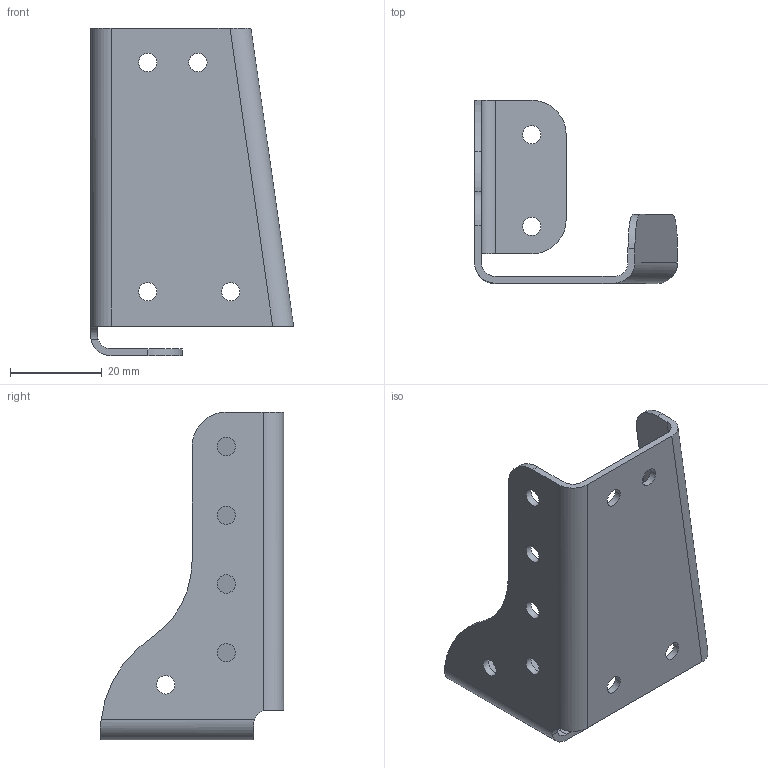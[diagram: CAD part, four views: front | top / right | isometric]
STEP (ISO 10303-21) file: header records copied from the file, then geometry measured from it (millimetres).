
FILE_DESCRIPTION(/* description */ (''),/* implementation_level */ '2;1');
FILE_NAME(/* name */ 'Val17_3.stp',/* time_stamp */ '2020-12-28T16:12:22-05:00',/* author */ ('Morty'),/* organization */ (''),/* preprocessor_version */ 'ST-DEVELOPER v18.1',/* originating_system */ 'Autodesk Inventor 2021',/* authorisation */ '');
FILE_SCHEMA (('AUTOMOTIVE_DESIGN { 1 0 10303 214 3 1 1 }'));
Length unit declared in the file: millimetre
Products named in the file (1): Val17
Bounding box: 44.29 x 40 x 71.5 mm (x, y, z)
Volume: 7999.7 mm3; surface area: 11359.4 mm2
Topology: 1 solids, 1 shells, 40 faces, 113 edges, 75 vertices
Faces by surface type: cylinder 25, plane 15
Full cylindrical faces by diameter (mm): 4 x11
Entity records: 1421 total; most frequent: CARTESIAN_POINT 259, DIRECTION 238, ORIENTED_EDGE 226, EDGE_CURVE 113, AXIS2_PLACEMENT_3D 90, VERTEX_POINT 75, EDGE_LOOP 62, LINE 58
